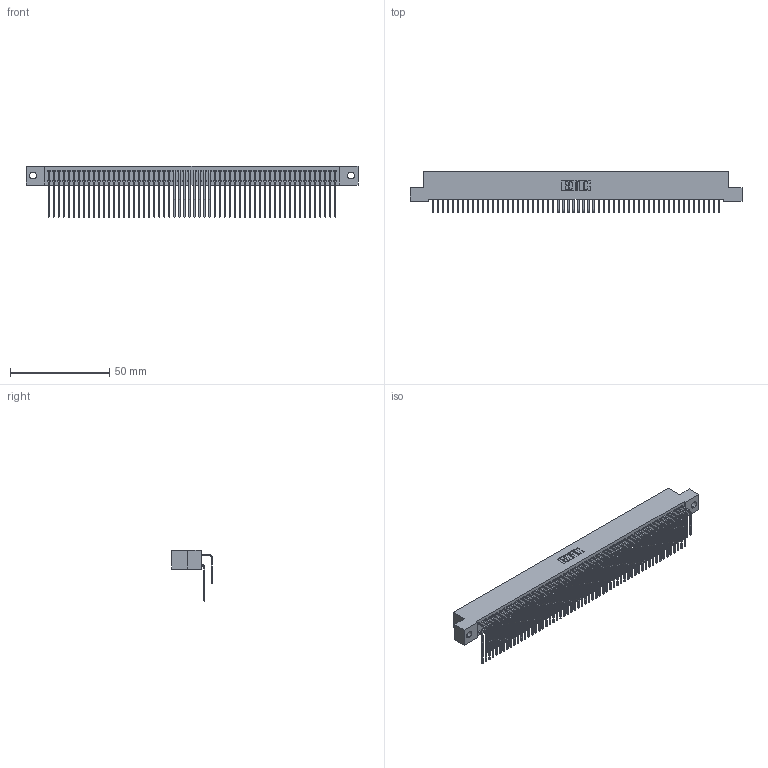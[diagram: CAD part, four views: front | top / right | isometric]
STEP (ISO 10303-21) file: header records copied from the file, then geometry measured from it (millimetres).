
FILE_DESCRIPTION (( 'STEP AP203' ), '1' );
FILE_NAME ('342-116-559-202.STEP', '2019-10-04T22:30:22', ( '' ), ( '' ), 'SwSTEP 2.0', 'SolidWorks 2016', '' );
FILE_SCHEMA (( 'CONFIG_CONTROL_DESIGN' ));
Length unit declared in the file: inch
Products named in the file (4): 342 Part_.128 Slot; 345-292-001_558 559 Tail - 1; 345-292-001_559 Tail - 2; 342-116-559-202
Assembly tree (117 placements, depth 2):
  342-116-559-202
    342 Part_.128 Slot
    345-292-001_558 559 Tail - 1  x58
    345-292-001_559 Tail - 2  x58
Bounding box: 167.64 x 20.64 x 25.78 mm (x, y, z)
Volume: 15755.2 mm3; surface area: 28826.3 mm2
Topology: 117 solids, 117 shells, 6378 faces, 18987 edges, 12502 vertices
Faces by surface type: plane 4478, cylinder 1900
Entity records: 37031 total; most frequent: CARTESIAN_POINT 6169, ORIENTED_EDGE 6054, DIRECTION 5223, EDGE_CURVE 3027, VECTOR 2859, LINE 2859, VERTEX_POINT 2014, AXIS2_PLACEMENT_3D 1182
